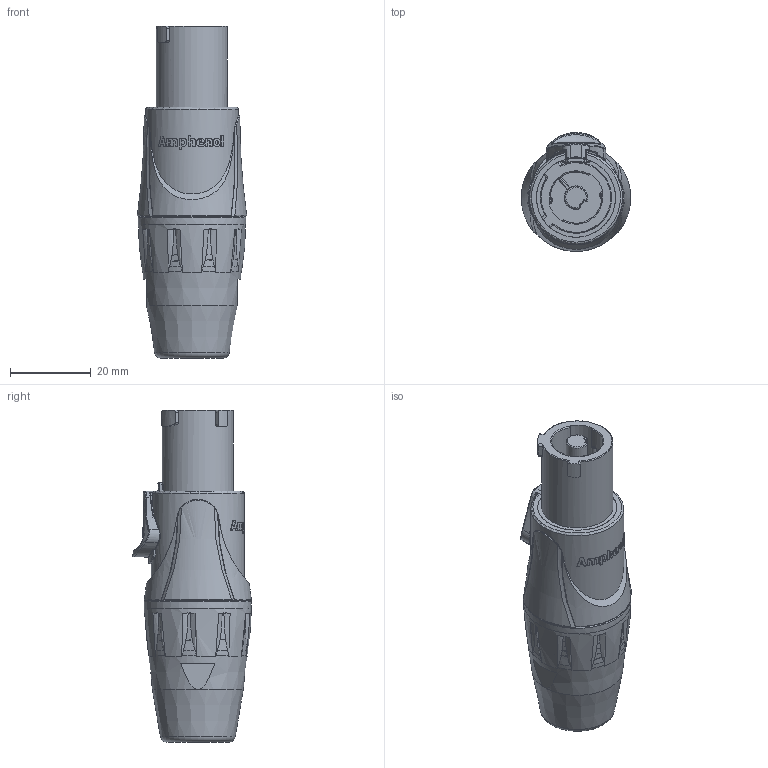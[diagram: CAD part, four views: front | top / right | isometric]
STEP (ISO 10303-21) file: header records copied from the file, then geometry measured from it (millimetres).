
FILE_DESCRIPTION((''),'2;1');
FILE_NAME('HP-3-FG.stp','2016-10-12T10:46:56',('thien'),(''),'Autodesk Inventor 2012','Autodesk Inventor 2012','');
FILE_SCHEMA(('CONFIG_CONTROL_DESIGN'));
Length unit declared in the file: millimetre
Products named in the file (1): HP-3-FG_Shrinkwrap_1
Bounding box: 27.01 x 29.38 x 82.1 mm (x, y, z)
Volume: 16670.7 mm3; surface area: 20062.6 mm2
Topology: 1 solids, 13 shells, 1196 faces, 3445 edges, 2221 vertices
Faces by surface type: plane 404, cylinder 342, bspline 289, cone 69, torus 56, revolution 18, sphere 18
Full cylindrical faces by diameter (mm): 2 x3, 2.25 x3, 2.3 x6, 2.459 x3, 3.6 x3, 4 x1, 16.2 x1, 17.6 x1, 21.92 x1, 23 x1, 24.05 x1, 24.6 x1, 26.5 x1
Entity records: 80143 total; most frequent: CARTESIAN_POINT 50520, ORIENTED_EDGE 6636, DIRECTION 4866, EDGE_CURVE 3318, VERTEX_POINT 2172, AXIS2_PLACEMENT_3D 1776, EDGE_LOOP 1330, VECTOR 1296
